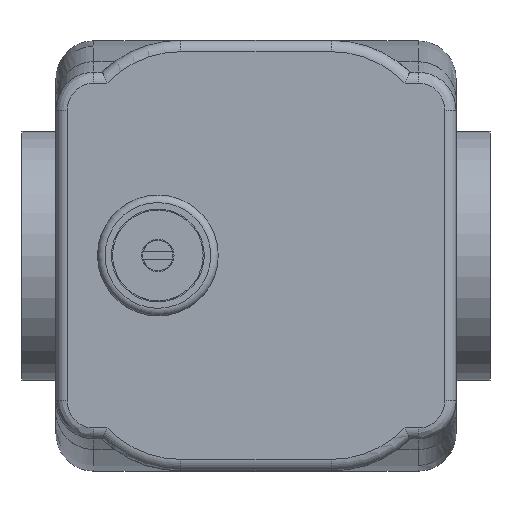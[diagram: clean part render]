
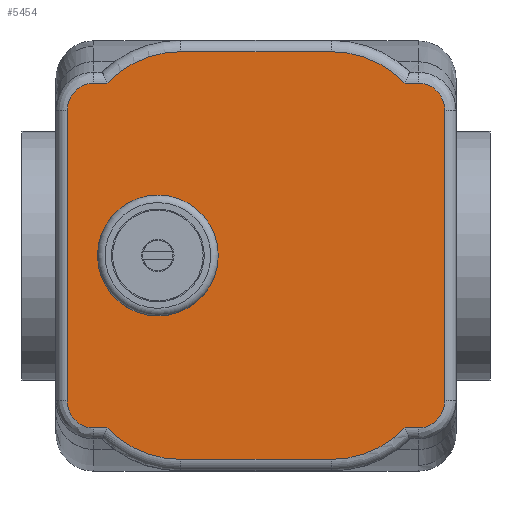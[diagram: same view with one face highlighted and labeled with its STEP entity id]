
A CAD part, top view. The second image highlights one B-rep face of the part: STEP entity #5454.
In plain terms, the highlighted planar face has unit normal (0, 0, 1).
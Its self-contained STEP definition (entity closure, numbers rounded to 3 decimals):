
#396=CARTESIAN_POINT('',(-21.0,0.0,34.0));
#397=VERTEX_POINT('',#396);
#398=CARTESIAN_POINT('',(-13.0,0.0,34.));
#399=DIRECTION('',(0.0,0.0,-1.0));
#400=DIRECTION('',(-1.0,0.0,0.0));
#401=AXIS2_PLACEMENT_3D('',#398,#399,#400);
#402=CIRCLE('',#401,8.0);
#403=EDGE_CURVE('',#397,#397,#402,.T.);
#4700=CARTESIAN_POINT('',(21.5,-22.845,34.0));
#4701=VERTEX_POINT('',#4700);
#4710=CARTESIAN_POINT('',(25.,-19.226,34.0));
#4711=VERTEX_POINT('',#4710);
#4719=CARTESIAN_POINT('',(25.,-19.226,34.0));
#4720=CARTESIAN_POINT('',(25.,-20.021,34.0));
#4721=CARTESIAN_POINT('',(24.563,-21.35,34.));
#4722=CARTESIAN_POINT('',(23.097,-22.588,34.));
#4723=CARTESIAN_POINT('',(22.03,-22.845,34.0));
#4724=CARTESIAN_POINT('',(21.5,-22.845,34.0));
#4725=B_SPLINE_CURVE_WITH_KNOTS('',3,(#4719,#4720,#4721,#4722,#4723,#4724),.UNSPECIFIED.,.F.,.U.,(4,1,1,4),(0.0,0.238,0.397,0.556),.UNSPECIFIED.);
#4726=EDGE_CURVE('',#4711,#4701,#4725,.T.);
#4736=CARTESIAN_POINT('',(25.,19.226,34.0));
#4737=VERTEX_POINT('',#4736);
#4745=CARTESIAN_POINT('',(25.,19.226,34.0));
#4746=DIRECTION('',(0.0,-1.0,0.0));
#4747=VECTOR('',#4746,38.451);
#4748=LINE('',#4745,#4747);
#4749=EDGE_CURVE('',#4737,#4711,#4748,.T.);
#4763=CARTESIAN_POINT('',(19.742,-22.845,34.0));
#4764=VERTEX_POINT('',#4763);
#4765=CARTESIAN_POINT('',(21.5,-22.845,34.0));
#4766=DIRECTION('',(-1.0,0.0,0.0));
#4767=VECTOR('',#4766,1.758);
#4768=LINE('',#4765,#4767);
#4769=EDGE_CURVE('',#4701,#4764,#4768,.T.);
#4817=CARTESIAN_POINT('',(21.5,22.845,34.0));
#4818=VERTEX_POINT('',#4817);
#4826=CARTESIAN_POINT('',(21.5,22.845,34.0));
#4827=CARTESIAN_POINT('',(22.294,22.845,34.0));
#4828=CARTESIAN_POINT('',(24.161,22.151,34.0));
#4829=CARTESIAN_POINT('',(25.0,20.284,34.0));
#4830=CARTESIAN_POINT('',(25.,19.226,34.0));
#4831=B_SPLINE_CURVE_WITH_KNOTS('',3,(#4826,#4827,#4828,#4829,#4830),.UNSPECIFIED.,.F.,.U.,(4,1,4),(0.0,0.238,0.556),.UNSPECIFIED.);
#4832=EDGE_CURVE('',#4818,#4737,#4831,.T.);
#4842=CARTESIAN_POINT('',(10.0,-27.,34.0));
#4843=VERTEX_POINT('',#4842);
#4860=CARTESIAN_POINT('',(10.0,-13.5,34.0));
#4861=DIRECTION('',(0.0,0.0,-1.0));
#4862=DIRECTION('',(0.387,-0.922,0.0));
#4863=AXIS2_PLACEMENT_3D('',#4860,#4861,#4862);
#4864=CIRCLE('',#4863,13.5);
#4865=EDGE_CURVE('',#4764,#4843,#4864,.T.);
#4875=CARTESIAN_POINT('',(19.742,22.845,34.0));
#4876=VERTEX_POINT('',#4875);
#4877=CARTESIAN_POINT('',(19.742,22.845,34.0));
#4878=DIRECTION('',(1.0,0.0,0.0));
#4879=VECTOR('',#4878,1.758);
#4880=LINE('',#4877,#4879);
#4881=EDGE_CURVE('',#4876,#4818,#4880,.T.);
#4908=CARTESIAN_POINT('',(-10.0,-27.,34.0));
#4909=VERTEX_POINT('',#4908);
#4919=CARTESIAN_POINT('',(10.0,-27.,34.0));
#4920=DIRECTION('',(-1.0,0.0,0.0));
#4921=VECTOR('',#4920,20.0);
#4922=LINE('',#4919,#4921);
#4923=EDGE_CURVE('',#4843,#4909,#4922,.T.);
#4935=CARTESIAN_POINT('',(-19.742,-22.845,34.0));
#4936=VERTEX_POINT('',#4935);
#4937=CARTESIAN_POINT('',(-10.,-13.5,34.0));
#4938=DIRECTION('',(0.0,0.0,-1.));
#4939=DIRECTION('',(-0.387,-0.922,0.0));
#4940=AXIS2_PLACEMENT_3D('',#4937,#4938,#4939);
#4941=CIRCLE('',#4940,13.5);
#4942=EDGE_CURVE('',#4909,#4936,#4941,.T.);
#4968=CARTESIAN_POINT('',(-21.5,-22.845,34.0));
#4969=VERTEX_POINT('',#4968);
#4979=CARTESIAN_POINT('',(-19.742,-22.845,34.0));
#4980=DIRECTION('',(-1.0,0.0,0.0));
#4981=VECTOR('',#4980,1.758);
#4982=LINE('',#4979,#4981);
#4983=EDGE_CURVE('',#4936,#4969,#4982,.T.);
#5014=CARTESIAN_POINT('',(-25.,-19.226,34.0));
#5015=VERTEX_POINT('',#5014);
#5025=CARTESIAN_POINT('',(-21.5,-22.845,34.0));
#5026=CARTESIAN_POINT('',(-22.295,-22.845,34.0));
#5027=CARTESIAN_POINT('',(-24.166,-22.145,34.0));
#5028=CARTESIAN_POINT('',(-25.,-20.286,34.0));
#5029=CARTESIAN_POINT('',(-25.,-19.226,34.0));
#5030=B_SPLINE_CURVE_WITH_KNOTS('',3,(#5025,#5026,#5027,#5028,#5029),.UNSPECIFIED.,.F.,.U.,(4,1,4),(0.0,0.238,0.556),.UNSPECIFIED.);
#5031=EDGE_CURVE('',#4969,#5015,#5030,.T.);
#5041=CARTESIAN_POINT('',(-25.,19.226,34.0));
#5042=VERTEX_POINT('',#5041);
#5059=CARTESIAN_POINT('',(-25.,-19.226,34.0));
#5060=DIRECTION('',(0.0,1.0,0.0));
#5061=VECTOR('',#5060,38.451);
#5062=LINE('',#5059,#5061);
#5063=EDGE_CURVE('',#5015,#5042,#5062,.T.);
#5075=CARTESIAN_POINT('',(-21.5,22.845,34.0));
#5076=VERTEX_POINT('',#5075);
#5084=CARTESIAN_POINT('',(-19.742,22.845,34.0));
#5085=VERTEX_POINT('',#5084);
#5086=CARTESIAN_POINT('',(-21.5,22.845,34.0));
#5087=DIRECTION('',(1.0,0.0,0.0));
#5088=VECTOR('',#5087,1.758);
#5089=LINE('',#5086,#5088);
#5090=EDGE_CURVE('',#5076,#5085,#5089,.T.);
#5123=CARTESIAN_POINT('',(10.0,27.,34.0));
#5124=VERTEX_POINT('',#5123);
#5133=CARTESIAN_POINT('',(-10.0,27.,34.0));
#5134=VERTEX_POINT('',#5133);
#5142=CARTESIAN_POINT('',(-10.0,27.,34.0));
#5143=DIRECTION('',(1.0,0.0,0.0));
#5144=VECTOR('',#5143,20.0);
#5145=LINE('',#5142,#5144);
#5146=EDGE_CURVE('',#5134,#5124,#5145,.T.);
#5156=CARTESIAN_POINT('',(-10.,13.5,34.0));
#5157=DIRECTION('',(0.0,0.0,-1.0));
#5158=DIRECTION('',(-0.387,0.922,0.0));
#5159=AXIS2_PLACEMENT_3D('',#5156,#5157,#5158);
#5160=CIRCLE('',#5159,13.5);
#5161=EDGE_CURVE('',#5085,#5134,#5160,.T.);
#5228=CARTESIAN_POINT('',(-25.,19.226,34.0));
#5229=CARTESIAN_POINT('',(-25.,20.019,34.0));
#5230=CARTESIAN_POINT('',(-24.559,21.356,34.));
#5231=CARTESIAN_POINT('',(-23.094,22.587,34.));
#5232=CARTESIAN_POINT('',(-22.029,22.845,34.0));
#5233=CARTESIAN_POINT('',(-21.5,22.845,34.0));
#5234=B_SPLINE_CURVE_WITH_KNOTS('',3,(#5228,#5229,#5230,#5231,#5232,#5233),.UNSPECIFIED.,.F.,.U.,(4,1,1,4),(0.,0.238,0.397,0.556),.UNSPECIFIED.);
#5235=EDGE_CURVE('',#5042,#5076,#5234,.T.);
#5253=CARTESIAN_POINT('',(10.0,13.5,34.0));
#5254=DIRECTION('',(0.0,0.0,-1.));
#5255=DIRECTION('',(0.387,0.922,0.0));
#5256=AXIS2_PLACEMENT_3D('',#5253,#5254,#5255);
#5257=CIRCLE('',#5256,13.5);
#5258=EDGE_CURVE('',#5124,#4876,#5257,.T.);
#5428=CARTESIAN_POINT('',(0.,0.,34.0));
#5429=DIRECTION('',(0.0,0.0,1.0));
#5430=DIRECTION('',(1.0,0.0,0.0));
#5431=AXIS2_PLACEMENT_3D('',#5428,#5429,#5430);
#5432=PLANE('',#5431);
#5433=ORIENTED_EDGE('',*,*,#5146,.F.);
#5434=ORIENTED_EDGE('',*,*,#5161,.F.);
#5435=ORIENTED_EDGE('',*,*,#5090,.F.);
#5436=ORIENTED_EDGE('',*,*,#5235,.F.);
#5437=ORIENTED_EDGE('',*,*,#5063,.F.);
#5438=ORIENTED_EDGE('',*,*,#5031,.F.);
#5439=ORIENTED_EDGE('',*,*,#4983,.F.);
#5440=ORIENTED_EDGE('',*,*,#4942,.F.);
#5441=ORIENTED_EDGE('',*,*,#4923,.F.);
#5442=ORIENTED_EDGE('',*,*,#4865,.F.);
#5443=ORIENTED_EDGE('',*,*,#4769,.F.);
#5444=ORIENTED_EDGE('',*,*,#4726,.F.);
#5445=ORIENTED_EDGE('',*,*,#4749,.F.);
#5446=ORIENTED_EDGE('',*,*,#4832,.F.);
#5447=ORIENTED_EDGE('',*,*,#4881,.F.);
#5448=ORIENTED_EDGE('',*,*,#5258,.F.);
#5449=EDGE_LOOP('',(#5433,#5434,#5435,#5436,#5437,#5438,#5439,#5440,#5441,#5442,#5443,#5444,#5445,#5446,#5447,#5448));
#5450=FACE_OUTER_BOUND('',#5449,.T.);
#5451=ORIENTED_EDGE('',*,*,#403,.T.);
#5452=EDGE_LOOP('',(#5451));
#5453=FACE_BOUND('',#5452,.T.);
#5454=ADVANCED_FACE('',(#5450,#5453),#5432,.T.);
